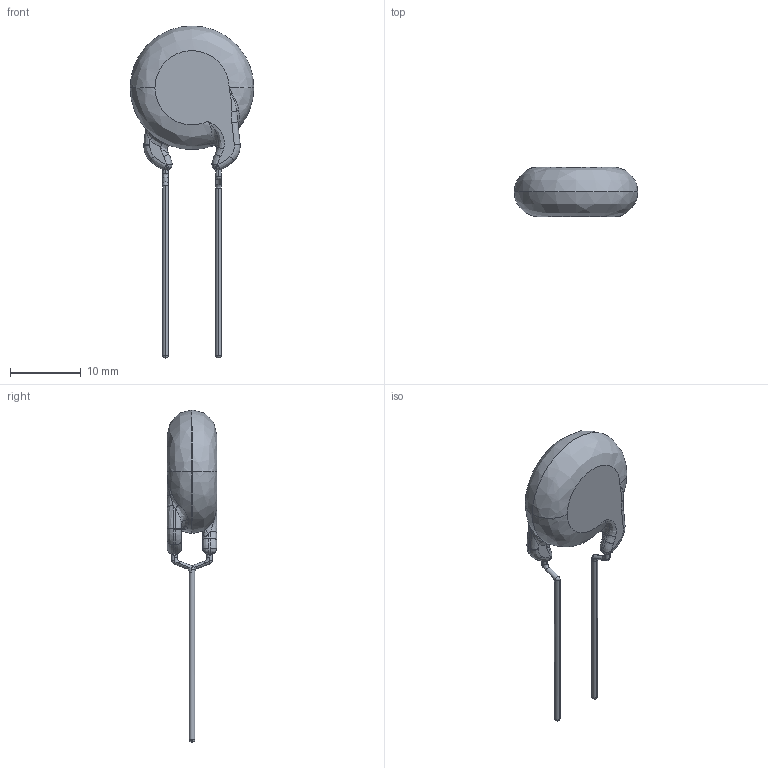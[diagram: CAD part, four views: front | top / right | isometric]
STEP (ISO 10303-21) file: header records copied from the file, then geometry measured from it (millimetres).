
FILE_DESCRIPTION(('FreeCAD Model'),'2;1');
FILE_NAME('15S060L111.step','2017-12-16T00:26:25',( 'kicad StepUp'),('ksu MCAD'),'Open CASCADE STEP processor 7.1', 'FreeCAD','Unknown');
FILE_SCHEMA(('AUTOMOTIVE_DESIGN { 1 0 10303 214 1 1 1 1 }'));
Length unit declared in the file: millimetre
Products named in the file (1): 15S060L111
Bounding box: 17.5 x 7 x 47.01 mm (x, y, z)
Volume: 1516.6 mm3; surface area: 1398.2 mm2
Topology: 4 solids, 4 shells, 113 faces, 814 edges, 2312 vertices
Faces by surface type: bspline 80, cylinder 22, plane 11
Entity records: 15098 total; most frequent: CARTESIAN_POINT 10122, DIRECTION 686, GEOMETRIC_CURVE_SET 527, ORIENTED_EDGE 526, TRIMMED_CURVE 526, B_SPLINE_CURVE_WITH_KNOTS 324, AXIS2_PLACEMENT_3D 286, EDGE_CURVE 263
